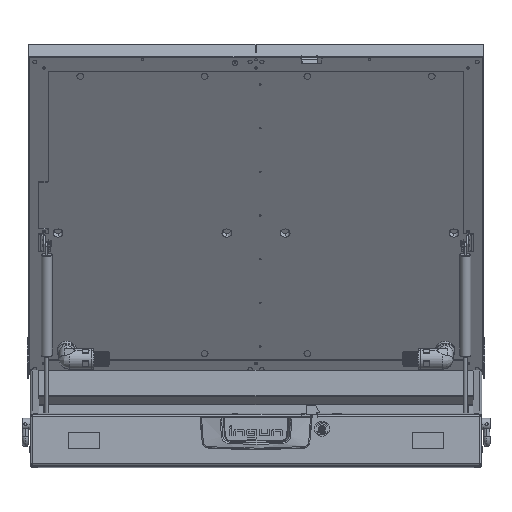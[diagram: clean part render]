
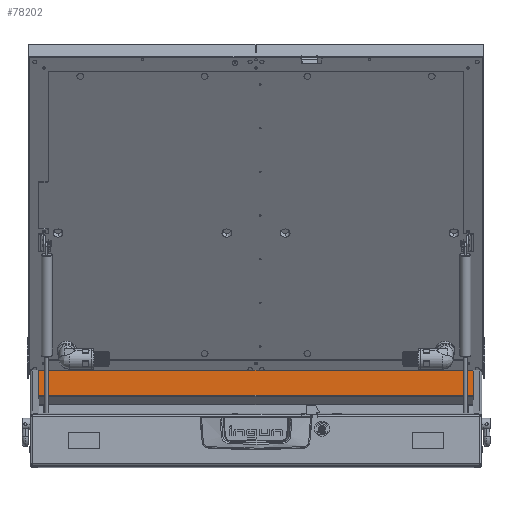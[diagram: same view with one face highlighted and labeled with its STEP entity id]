
A CAD part, top view. The second image highlights one B-rep face of the part: STEP entity #78202.
In plain terms, the highlighted planar face has unit normal (0, 0, 1).
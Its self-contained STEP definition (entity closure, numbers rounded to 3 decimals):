
#3052 = ORIENTED_EDGE ( 'NONE', *, *, #19189, .F. ) ;
#5125 = DIRECTION ( 'NONE',  ( 0., -1., 0. ) ) ;
#5219 = VECTOR ( 'NONE', #55050, 1000. ) ;
#6580 = DIRECTION ( 'NONE',  ( -1., 0., 0. ) ) ;
#6987 = CARTESIAN_POINT ( 'NONE',  ( 323., 138.404, -255. ) ) ;
#8503 = DIRECTION ( 'NONE',  ( 0., -1., 0. ) ) ;
#8900 = CARTESIAN_POINT ( 'NONE',  ( -323., 138.404, -255. ) ) ;
#8984 = VERTEX_POINT ( 'NONE', #70710 ) ;
#12711 = ORIENTED_EDGE ( 'NONE', *, *, #49134, .T. ) ;
#13525 = VERTEX_POINT ( 'NONE', #47428 ) ;
#18009 = VECTOR ( 'NONE', #5125, 1000. ) ;
#19189 = EDGE_CURVE ( 'NONE', #8984, #58798, #35269, .T. ) ;
#22307 = DIRECTION ( 'NONE',  ( 0., -1., 0. ) ) ;
#22659 = VERTEX_POINT ( 'NONE', #71655 ) ;
#23417 = CARTESIAN_POINT ( 'NONE',  ( -323., 138.404, -255. ) ) ;
#24599 = LINE ( 'NONE', #23417, #18009 ) ;
#24844 = CARTESIAN_POINT ( 'NONE',  ( -323., 138.158, -255. ) ) ;
#26233 = LINE ( 'NONE', #50906, #31828 ) ;
#27324 = EDGE_LOOP ( 'NONE', ( #43129, #65339, #3052, #56894, #12711, #59661 ) ) ;
#29147 = VECTOR ( 'NONE', #34488, 1000. ) ;
#31281 = DIRECTION ( 'NONE',  ( 0., 0., -1. ) ) ;
#31828 = VECTOR ( 'NONE', #64229, 1000. ) ;
#33608 = CARTESIAN_POINT ( 'NONE',  ( 323., 138.404, -255. ) ) ;
#34488 = DIRECTION ( 'NONE',  ( 0., -1., 0. ) ) ;
#35269 = LINE ( 'NONE', #66793, #29147 ) ;
#37556 = EDGE_CURVE ( 'NONE', #67145, #45739, #77689, .T. ) ;
#38950 = PLANE ( 'NONE',  #71774 ) ;
#39082 = CARTESIAN_POINT ( 'NONE',  ( -323., 138.404, -255. ) ) ;
#40129 = CARTESIAN_POINT ( 'NONE',  ( 323., 102.414, -255. ) ) ;
#43129 = ORIENTED_EDGE ( 'NONE', *, *, #63139, .T. ) ;
#43734 = CARTESIAN_POINT ( 'NONE',  ( 323., 102.414, -255. ) ) ;
#44383 = VECTOR ( 'NONE', #8503, 1000. ) ;
#45739 = VERTEX_POINT ( 'NONE', #24844 ) ;
#46162 = LINE ( 'NONE', #33608, #44383 ) ;
#47428 = CARTESIAN_POINT ( 'NONE',  ( 323., 138.404, -255. ) ) ;
#49134 = EDGE_CURVE ( 'NONE', #13525, #67145, #26233, .T. ) ;
#50697 = FACE_OUTER_BOUND ( 'NONE', #27324, .T. ) ;
#50906 = CARTESIAN_POINT ( 'NONE',  ( 323., 138.404, -255. ) ) ;
#55050 = DIRECTION ( 'NONE',  ( 1., 0., 0. ) ) ;
#56894 = ORIENTED_EDGE ( 'NONE', *, *, #73770, .F. ) ;
#57407 = VECTOR ( 'NONE', #22307, 1000. ) ;
#58798 = VERTEX_POINT ( 'NONE', #40129 ) ;
#59661 = ORIENTED_EDGE ( 'NONE', *, *, #37556, .T. ) ;
#63139 = EDGE_CURVE ( 'NONE', #45739, #22659, #24599, .T. ) ;
#64229 = DIRECTION ( 'NONE',  ( -1., 0., 0. ) ) ;
#65339 = ORIENTED_EDGE ( 'NONE', *, *, #79472, .T. ) ;
#66793 = CARTESIAN_POINT ( 'NONE',  ( 323., 140., -255. ) ) ;
#67145 = VERTEX_POINT ( 'NONE', #39082 ) ;
#70710 = CARTESIAN_POINT ( 'NONE',  ( 323., 138.158, -255. ) ) ;
#71655 = CARTESIAN_POINT ( 'NONE',  ( -323., 102.414, -255. ) ) ;
#71774 = AXIS2_PLACEMENT_3D ( 'NONE', #6987, #31281, #6580 ) ;
#73770 = EDGE_CURVE ( 'NONE', #13525, #8984, #46162, .T. ) ;
#74853 = LINE ( 'NONE', #43734, #5219 ) ;
#77689 = LINE ( 'NONE', #8900, #57407 ) ;
#78202 = ADVANCED_FACE ( 'NONE', ( #50697 ), #38950, .F. ) ;
#79472 = EDGE_CURVE ( 'NONE', #22659, #58798, #74853, .T. ) ;
